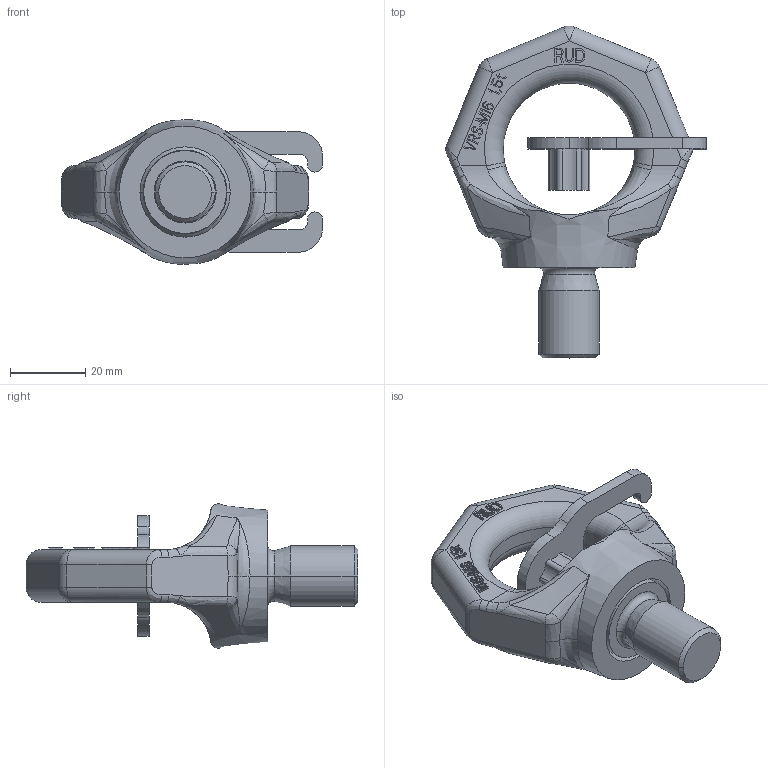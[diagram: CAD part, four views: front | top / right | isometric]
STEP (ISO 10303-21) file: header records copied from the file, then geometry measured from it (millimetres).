
FILE_DESCRIPTION((''),'2;1');
FILE_NAME('001-M09399-P-5_ASM','2004-02-17T',('jakubetz'),(''),'PRO/ENGINEER BY PARAMETRIC TECHNOLOGY CORPORATION, 2001400','PRO/ENGINEER BY PARAMETRIC TECHNOLOGY CORPORATION, 2001400','');
FILE_SCHEMA(('CONFIG_CONTROL_DESIGN'));
Length unit declared in the file: millimetre
Products named in the file (5): 001-M09399-P-1; 001-M09399-P-2; 001-M09399-P-3_ASM; 001-M09399-P-4; 001-M09399-P-5_ASM
Assembly tree (4 placements, depth 3):
  001-M09399-P-5_ASM
    001-M09399-P-3_ASM
      001-M09399-P-1
      001-M09399-P-2
    001-M09399-P-4
Bounding box: 69.34 x 88.17 x 38.35 mm (x, y, z)
Volume: 44624.9 mm3; surface area: 16355.2 mm2
Topology: 3 solids, 3 shells, 503 faces, 1363 edges, 876 vertices
Faces by surface type: plane 366, cylinder 63, bspline 48, cone 12, torus 8, sphere 6
Entity records: 18934 total; most frequent: CARTESIAN_POINT 6499, ORIENTED_EDGE 2710, DIRECTION 2309, EDGE_CURVE 1355, VECTOR 1085, LINE 1085, VERTEX_POINT 876, AXIS2_PLACEMENT_3D 612
